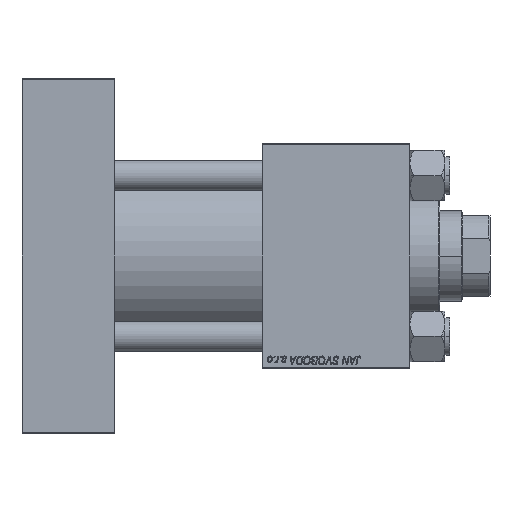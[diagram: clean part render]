
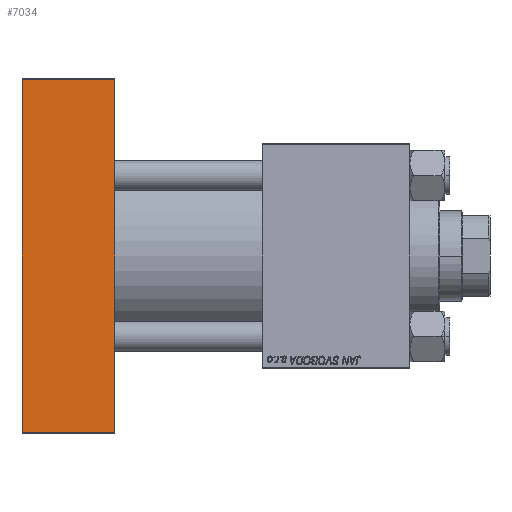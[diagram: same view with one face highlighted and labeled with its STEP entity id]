
A CAD part, front view. The second image highlights one B-rep face of the part: STEP entity #7034.
In plain terms, the highlighted planar face has unit normal (0, -1, 0).
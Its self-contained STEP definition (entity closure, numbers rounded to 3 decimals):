
#1803 = VECTOR ( 'NONE', #18459, 1000. ) ;
#2749 = LINE ( 'NONE', #22517, #1803 ) ;
#4194 = DIRECTION ( 'NONE',  ( 0., 0., 1. ) ) ;
#4374 = LINE ( 'NONE', #46991, #6655 ) ;
#6655 = VECTOR ( 'NONE', #12238, 1000. ) ;
#7034 = ADVANCED_FACE ( 'NONE', ( #19409 ), #7513, .F. ) ;
#7513 = PLANE ( 'NONE',  #34039 ) ;
#12238 = DIRECTION ( 'NONE',  ( 1., 0., 0. ) ) ;
#13313 = CARTESIAN_POINT ( 'NONE',  ( 37., -45., -70.5 ) ) ;
#13943 = EDGE_CURVE ( 'NONE', #17315, #37872, #40495, .T. ) ;
#14462 = EDGE_CURVE ( 'NONE', #21733, #33637, #14780, .T. ) ;
#14548 = EDGE_CURVE ( 'NONE', #33637, #37872, #4374, .T. ) ;
#14659 = EDGE_CURVE ( 'NONE', #17315, #21733, #2749, .T. ) ;
#14780 = LINE ( 'NONE', #34059, #28534 ) ;
#15527 = DIRECTION ( 'NONE',  ( 0., 0., -1. ) ) ;
#17315 = VERTEX_POINT ( 'NONE', #36769 ) ;
#17960 = DIRECTION ( 'NONE',  ( 0., 1., 0. ) ) ;
#18459 = DIRECTION ( 'NONE',  ( -1., 0., 0. ) ) ;
#19409 = FACE_OUTER_BOUND ( 'NONE', #36832, .T. ) ;
#21733 = VERTEX_POINT ( 'NONE', #38114 ) ;
#22517 = CARTESIAN_POINT ( 'NONE',  ( 37., -45., 70.5 ) ) ;
#26849 = ORIENTED_EDGE ( 'NONE', *, *, #13943, .F. ) ;
#27854 = ORIENTED_EDGE ( 'NONE', *, *, #14548, .T. ) ;
#28534 = VECTOR ( 'NONE', #15527, 1000. ) ;
#29310 = VECTOR ( 'NONE', #47869, 1000. ) ;
#32635 = CARTESIAN_POINT ( 'NONE',  ( 37., -45., 71. ) ) ;
#33637 = VERTEX_POINT ( 'NONE', #47364 ) ;
#34039 = AXIS2_PLACEMENT_3D ( 'NONE', #34391, #17960, #4194 ) ;
#34059 = CARTESIAN_POINT ( 'NONE',  ( 0., -45., 71. ) ) ;
#34391 = CARTESIAN_POINT ( 'NONE',  ( 37., -45., 71. ) ) ;
#36769 = CARTESIAN_POINT ( 'NONE',  ( 37., -45., 70.5 ) ) ;
#36832 = EDGE_LOOP ( 'NONE', ( #38638, #27854, #26849, #37541 ) ) ;
#37541 = ORIENTED_EDGE ( 'NONE', *, *, #14659, .T. ) ;
#37872 = VERTEX_POINT ( 'NONE', #13313 ) ;
#38114 = CARTESIAN_POINT ( 'NONE',  ( 0., -45., 70.5 ) ) ;
#38638 = ORIENTED_EDGE ( 'NONE', *, *, #14462, .T. ) ;
#40495 = LINE ( 'NONE', #32635, #29310 ) ;
#46991 = CARTESIAN_POINT ( 'NONE',  ( 37., -45., -70.5 ) ) ;
#47364 = CARTESIAN_POINT ( 'NONE',  ( 0., -45., -70.5 ) ) ;
#47869 = DIRECTION ( 'NONE',  ( 0., 0., -1. ) ) ;
